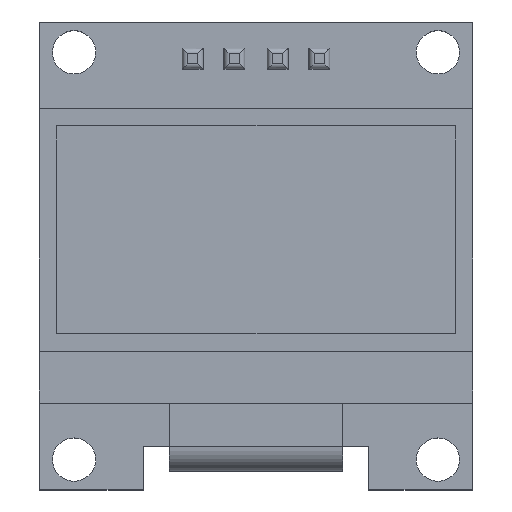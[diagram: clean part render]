
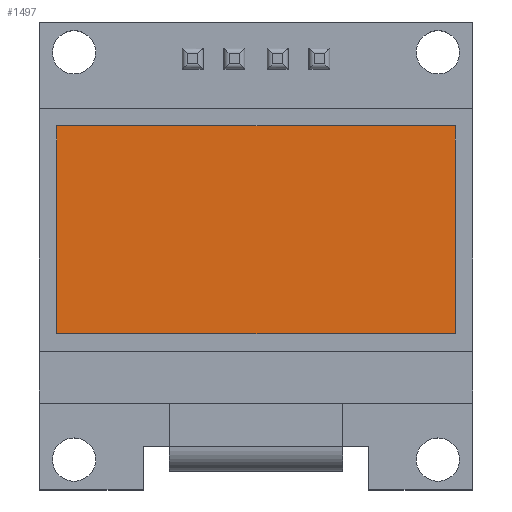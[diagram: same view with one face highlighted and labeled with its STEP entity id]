
A CAD part, top view. The second image highlights one B-rep face of the part: STEP entity #1497.
In plain terms, the highlighted planar face has unit normal (0, 0, 1).
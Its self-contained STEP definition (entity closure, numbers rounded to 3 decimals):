
#82=FACE_OUTER_BOUND('',#171,.T.);
#171=EDGE_LOOP('',(#993,#994,#995,#996));
#277=LINE('',#2142,#461);
#278=LINE('',#2144,#462);
#279=LINE('',#2146,#463);
#280=LINE('',#2147,#464);
#461=VECTOR('',#1722,10.);
#462=VECTOR('',#1723,10.);
#463=VECTOR('',#1724,10.);
#464=VECTOR('',#1725,10.);
#645=VERTEX_POINT('',#2140);
#646=VERTEX_POINT('',#2141);
#647=VERTEX_POINT('',#2143);
#648=VERTEX_POINT('',#2145);
#781=EDGE_CURVE('',#645,#646,#277,.T.);
#782=EDGE_CURVE('',#647,#645,#278,.T.);
#783=EDGE_CURVE('',#648,#647,#279,.T.);
#784=EDGE_CURVE('',#646,#648,#280,.T.);
#993=ORIENTED_EDGE('',*,*,#781,.F.);
#994=ORIENTED_EDGE('',*,*,#782,.F.);
#995=ORIENTED_EDGE('',*,*,#783,.F.);
#996=ORIENTED_EDGE('',*,*,#784,.F.);
#1417=PLANE('',#1601);
#1497=ADVANCED_FACE('',(#82),#1417,.F.);
#1601=AXIS2_PLACEMENT_3D('',#2139,#1720,#1721);
#1720=DIRECTION('center_axis',(0.,0.,-1.));
#1721=DIRECTION('ref_axis',(-1.,0.,0.));
#1722=DIRECTION('',(0.,1.,0.));
#1723=DIRECTION('',(-1.,0.,0.));
#1724=DIRECTION('',(0.,-1.,0.));
#1725=DIRECTION('',(1.,0.,0.));
#2139=CARTESIAN_POINT('Origin',(0.,1.5,3.35));
#2140=CARTESIAN_POINT('',(-11.5,-4.5,3.35));
#2141=CARTESIAN_POINT('',(-11.5,7.5,3.35));
#2142=CARTESIAN_POINT('',(-11.5,4.5,3.35));
#2143=CARTESIAN_POINT('',(11.5,-4.5,3.35));
#2144=CARTESIAN_POINT('',(-5.75,-4.5,3.35));
#2145=CARTESIAN_POINT('',(11.5,7.5,3.35));
#2146=CARTESIAN_POINT('',(11.5,-1.5,3.35));
#2147=CARTESIAN_POINT('',(5.75,7.5,3.35));
